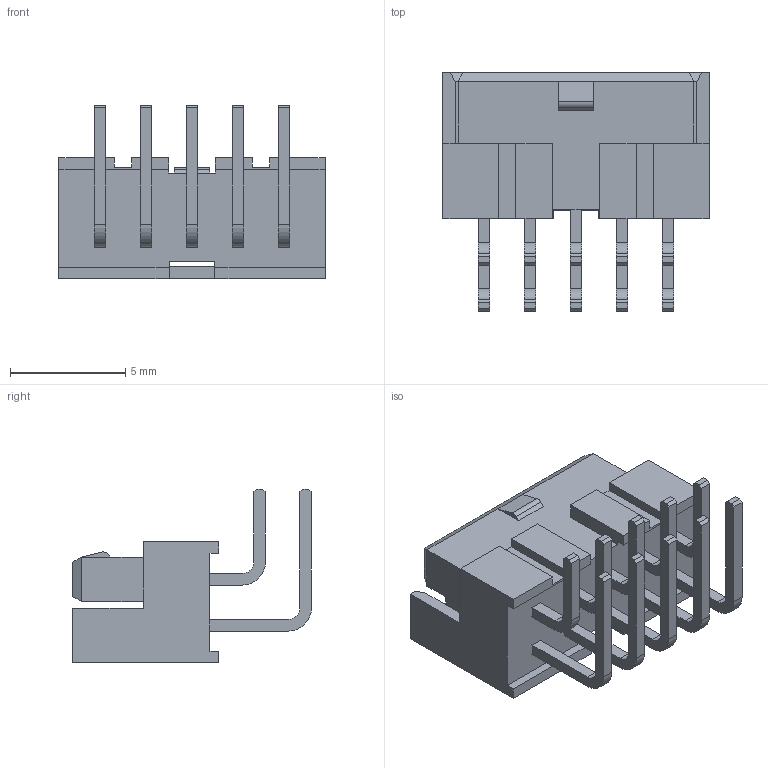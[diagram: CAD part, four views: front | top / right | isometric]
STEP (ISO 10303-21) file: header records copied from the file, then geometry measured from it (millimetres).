
FILE_DESCRIPTION(/* description */ ('STEP AP214'),/* implementation_level */ '2;1');
FILE_NAME(/* name */ 'LS2-105-01-F-D-RA2',/* time_stamp */ '2023-10-18T20:14:37+02:00',/* author */ ('License CC BY-ND 4.0'),/* organization */ ('CADENAS'),/* preprocessor_version */ 'ST-DEVELOPER v19.3',/* originating_system */ 'PARTsolutions',/* authorisation */ ' ');
FILE_SCHEMA (('AUTOMOTIVE_DESIGN {1 0 10303 214 3 1 1}'));
Length unit declared in the file: inch
Products named in the file (3): LS2-105-01-F-D-RA2; T-1S13-05-01-D-RA2; LS2-105-01-D_strip
Assembly tree (2 placements, depth 2):
  LS2-105-01-F-D-RA2
    T-1S13-05-01-D-RA2
    LS2-105-01-D_strip
Bounding box: 11.56 x 10.38 x 7.56 mm (x, y, z)
Volume: 277.6 mm3; surface area: 803.1 mm2
Topology: 2 solids, 2 shells, 288 faces, 838 edges, 544 vertices
Faces by surface type: plane 267, cylinder 21
Entity records: 9430 total; most frequent: ORIENTED_EDGE 1676, CARTESIAN_POINT 1673, DIRECTION 1462, EDGE_CURVE 838, LINE 796, VECTOR 796, VERTEX_POINT 544, AXIS2_PLACEMENT_3D 333
